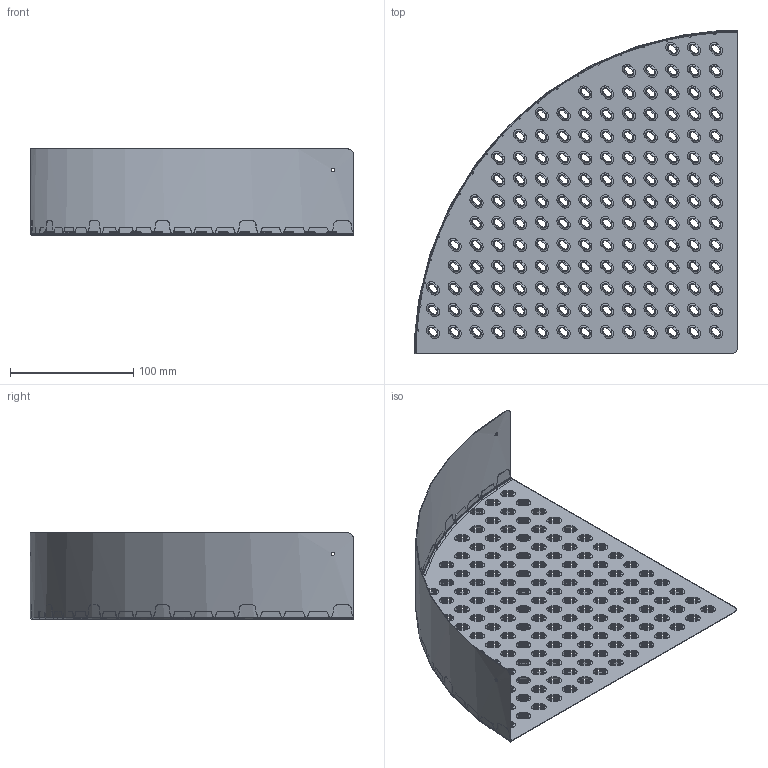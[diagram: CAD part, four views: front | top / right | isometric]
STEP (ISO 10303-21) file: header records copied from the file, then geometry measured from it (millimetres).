
FILE_DESCRIPTION(/* description */ ('Gavel Frånluft 200'),/* implementation_level */ '2;1');
FILE_NAME(/* name */ 'MO51206.stp',/* time_stamp */ '2016-03-01T09:03:58+01:00',/* author */ ('John'),/* organization */ (''),/* preprocessor_version */ 'ST-DEVELOPER v15.6',/* originating_system */ 'Autodesk Inventor 2015',/* authorisation */ '');
FILE_SCHEMA (('AUTOMOTIVE_DESIGN { 1 0 10303 214 3 1 1 }'));
Length unit declared in the file: millimetre
Products named in the file (3): HINT-GM-016; 115019; MO51206
Bounding box: 262.61 x 262.61 x 70 mm (x, y, z)
Volume: 45192.9 mm3; surface area: 173934.2 mm2
Topology: 2 solids, 2 shells, 2814 faces, 6626 edges, 3964 vertices
Faces by surface type: cylinder 1262, plane 954, torus 594, bspline 4
Entity records: 81103 total; most frequent: DIRECTION 15368, CARTESIAN_POINT 13627, ORIENTED_EDGE 13252, EDGE_CURVE 6626, AXIS2_PLACEMENT_3D 5937, VERTEX_POINT 3964, LINE 3494, VECTOR 3494
